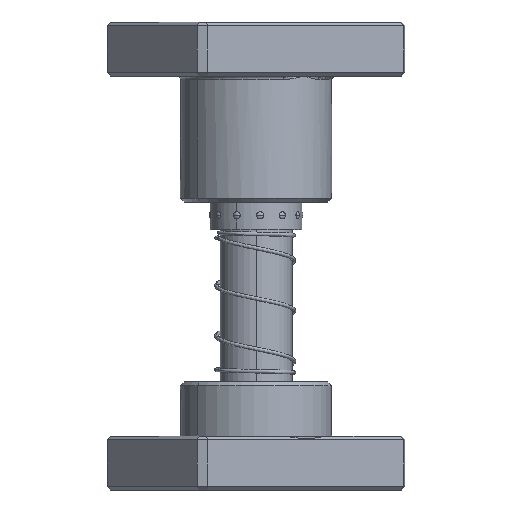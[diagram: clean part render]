
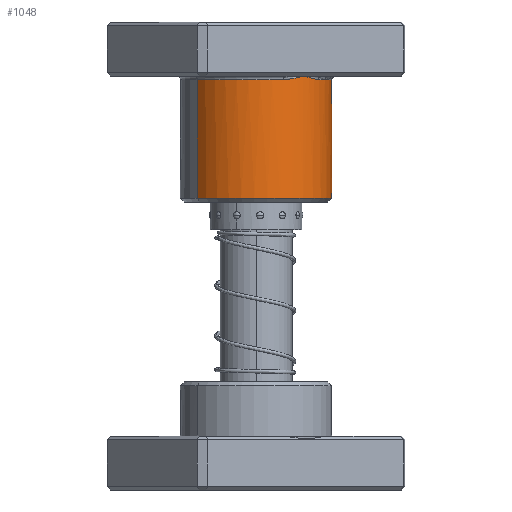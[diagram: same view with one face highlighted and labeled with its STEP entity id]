
A CAD part, left-side view. The second image highlights one B-rep face of the part: STEP entity #1048.
In plain terms, the highlighted cylindrical face has radius 21 mm (diameter 42 mm), a partial arc.
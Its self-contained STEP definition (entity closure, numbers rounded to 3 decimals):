
#256 = CARTESIAN_POINT ( 'NONE',  ( 0., 0., 49. ) ) ;
#698 = CARTESIAN_POINT ( 'NONE',  ( 5.741, -20.207, 16. ) ) ;
#1048 = ADVANCED_FACE ( 'NONE', ( #32158 ), #18434, .T. ) ;
#1092 = EDGE_CURVE ( 'NONE', #21656, #18541, #6402, .T. ) ;
#1809 = DIRECTION ( 'NONE',  ( 0., 0., -1. ) ) ;
#1944 = CARTESIAN_POINT ( 'NONE',  ( -21., 0., 49. ) ) ;
#2867 = DIRECTION ( 'NONE',  ( 1., 0., 0. ) ) ;
#3269 = AXIS2_PLACEMENT_3D ( 'NONE', #27845, #12472, #30445 ) ;
#3296 = VERTEX_POINT ( 'NONE', #6097 ) ;
#4147 = DIRECTION ( 'NONE',  ( 0., 0., -1. ) ) ;
#4343 = CARTESIAN_POINT ( 'NONE',  ( -4.189, -20.585, 15.837 ) ) ;
#5427 = AXIS2_PLACEMENT_3D ( 'NONE', #25134, #9791, #27744 ) ;
#6097 = CARTESIAN_POINT ( 'NONE',  ( 21., 0., 16. ) ) ;
#6402 = CIRCLE ( 'NONE', #5427, 21. ) ;
#6867 = DIRECTION ( 'NONE',  ( -1., 0., 0. ) ) ;
#6929 = CARTESIAN_POINT ( 'NONE',  ( -2.627, -20.842, 15.566 ) ) ;
#7139 = AXIS2_PLACEMENT_3D ( 'NONE', #29794, #1809, #6867 ) ;
#7656 = ORIENTED_EDGE ( 'NONE', *, *, #24266, .T. ) ;
#8000 = VECTOR ( 'NONE', #4147, 1000. ) ;
#8030 = CARTESIAN_POINT ( 'NONE',  ( -21., 0., 50. ) ) ;
#9517 = CARTESIAN_POINT ( 'NONE',  ( -1.314, -20.96, 15.291 ) ) ;
#9791 = DIRECTION ( 'NONE',  ( 0., 0., 1. ) ) ;
#10586 = VERTEX_POINT ( 'NONE', #1944 ) ;
#10928 = CARTESIAN_POINT ( 'NONE',  ( 1.052, -21., 15.235 ) ) ;
#10945 = VERTEX_POINT ( 'NONE', #18639 ) ;
#11065 = CIRCLE ( 'NONE', #26838, 21. ) ;
#11813 = EDGE_CURVE ( 'NONE', #30013, #10586, #11065, .T. ) ;
#12103 = CARTESIAN_POINT ( 'NONE',  ( -0.526, -20.995, 15.117 ) ) ;
#12472 = DIRECTION ( 'NONE',  ( 0., 0., 1. ) ) ;
#13522 = CARTESIAN_POINT ( 'NONE',  ( 3.67, -20.684, 15.754 ) ) ;
#14334 = ORIENTED_EDGE ( 'NONE', *, *, #11813, .T. ) ;
#14672 = CARTESIAN_POINT ( 'NONE',  ( 0., -21., 15. ) ) ;
#15694 = B_SPLINE_CURVE_WITH_KNOTS ( 'NONE', 3,
 ( #26288, #10928, #28903, #13522, #31495, #16069, #698, #18654 ),
 .UNSPECIFIED., .F., .F.,
 ( 4, 2, 2, 4 ),
 ( 0., 0.003, 0.005, 0.006 ),
 .UNSPECIFIED. ) ;
#16069 = CARTESIAN_POINT ( 'NONE',  ( 5.225, -20.347, 15.959 ) ) ;
#16618 = ORIENTED_EDGE ( 'NONE', *, *, #20079, .F. ) ;
#16715 = ORIENTED_EDGE ( 'NONE', *, *, #1092, .T. ) ;
#17134 = CARTESIAN_POINT ( 'NONE',  ( -6.259, -20.045, 16. ) ) ;
#17832 = B_SPLINE_CURVE_WITH_KNOTS ( 'NONE', 3,
 ( #17134, #32560, #19700, #4343, #22271, #6929, #24844, #9517, #27467, #12103, #30072, #14672 ),
 .UNSPECIFIED., .F., .F.,
 ( 4, 2, 2, 2, 2, 4 ),
 ( 0., 0.002, 0.003, 0.005, 0.006, 0.006 ),
 .UNSPECIFIED. ) ;
#18225 = DIRECTION ( 'NONE',  ( 0., 0., -1. ) ) ;
#18434 = CYLINDRICAL_SURFACE ( 'NONE', #7139, 21. ) ;
#18541 = VERTEX_POINT ( 'NONE', #28605 ) ;
#18639 = CARTESIAN_POINT ( 'NONE',  ( 0., -21., 15. ) ) ;
#18654 = CARTESIAN_POINT ( 'NONE',  ( 6.259, -20.045, 16. ) ) ;
#19415 = VERTEX_POINT ( 'NONE', #26210 ) ;
#19700 = CARTESIAN_POINT ( 'NONE',  ( -5.225, -20.347, 15.959 ) ) ;
#20079 = EDGE_CURVE ( 'NONE', #30013, #3296, #27663, .T. ) ;
#20140 = EDGE_CURVE ( 'NONE', #19415, #3296, #31306, .T. ) ;
#21392 = CARTESIAN_POINT ( 'NONE',  ( 21., 0., 49. ) ) ;
#21656 = VERTEX_POINT ( 'NONE', #32748 ) ;
#21680 = VECTOR ( 'NONE', #25972, 1000. ) ;
#22271 = CARTESIAN_POINT ( 'NONE',  ( -3.67, -20.684, 15.754 ) ) ;
#24266 = EDGE_CURVE ( 'NONE', #10586, #21656, #28552, .T. ) ;
#24660 = CARTESIAN_POINT ( 'NONE',  ( 21., 0., 50. ) ) ;
#24844 = CARTESIAN_POINT ( 'NONE',  ( -2.103, -20.901, 15.459 ) ) ;
#25134 = CARTESIAN_POINT ( 'NONE',  ( 0., 0., 16. ) ) ;
#25972 = DIRECTION ( 'NONE',  ( 0., 0., -1. ) ) ;
#26210 = CARTESIAN_POINT ( 'NONE',  ( 6.259, -20.045, 16. ) ) ;
#26288 = CARTESIAN_POINT ( 'NONE',  ( 0., -21., 15. ) ) ;
#26836 = ORIENTED_EDGE ( 'NONE', *, *, #30217, .T. ) ;
#26838 = AXIS2_PLACEMENT_3D ( 'NONE', #256, #18225, #2867 ) ;
#27248 = ORIENTED_EDGE ( 'NONE', *, *, #20140, .T. ) ;
#27467 = CARTESIAN_POINT ( 'NONE',  ( -1.052, -20.975, 15.234 ) ) ;
#27663 = LINE ( 'NONE', #24660, #8000 ) ;
#27744 = DIRECTION ( 'NONE',  ( 1., 0., 0. ) ) ;
#27845 = CARTESIAN_POINT ( 'NONE',  ( 0., 0., 16. ) ) ;
#28552 = LINE ( 'NONE', #8030, #21680 ) ;
#28605 = CARTESIAN_POINT ( 'NONE',  ( -6.259, -20.045, 16. ) ) ;
#28903 = CARTESIAN_POINT ( 'NONE',  ( 2.106, -20.921, 15.471 ) ) ;
#29556 = EDGE_LOOP ( 'NONE', ( #16618, #14334, #7656, #16715, #26836, #32392, #27248 ) ) ;
#29794 = CARTESIAN_POINT ( 'NONE',  ( 0., 0., 50. ) ) ;
#30013 = VERTEX_POINT ( 'NONE', #21392 ) ;
#30072 = CARTESIAN_POINT ( 'NONE',  ( -0.261, -21., 15.058 ) ) ;
#30217 = EDGE_CURVE ( 'NONE', #18541, #10945, #17832, .T. ) ;
#30445 = DIRECTION ( 'NONE',  ( 1., 0., 0. ) ) ;
#30928 = EDGE_CURVE ( 'NONE', #10945, #19415, #15694, .T. ) ;
#31306 = CIRCLE ( 'NONE', #3269, 21. ) ;
#31495 = CARTESIAN_POINT ( 'NONE',  ( 4.189, -20.585, 15.837 ) ) ;
#32158 = FACE_OUTER_BOUND ( 'NONE', #29556, .T. ) ;
#32392 = ORIENTED_EDGE ( 'NONE', *, *, #30928, .T. ) ;
#32560 = CARTESIAN_POINT ( 'NONE',  ( -5.741, -20.207, 16. ) ) ;
#32748 = CARTESIAN_POINT ( 'NONE',  ( -21., 0., 16. ) ) ;
